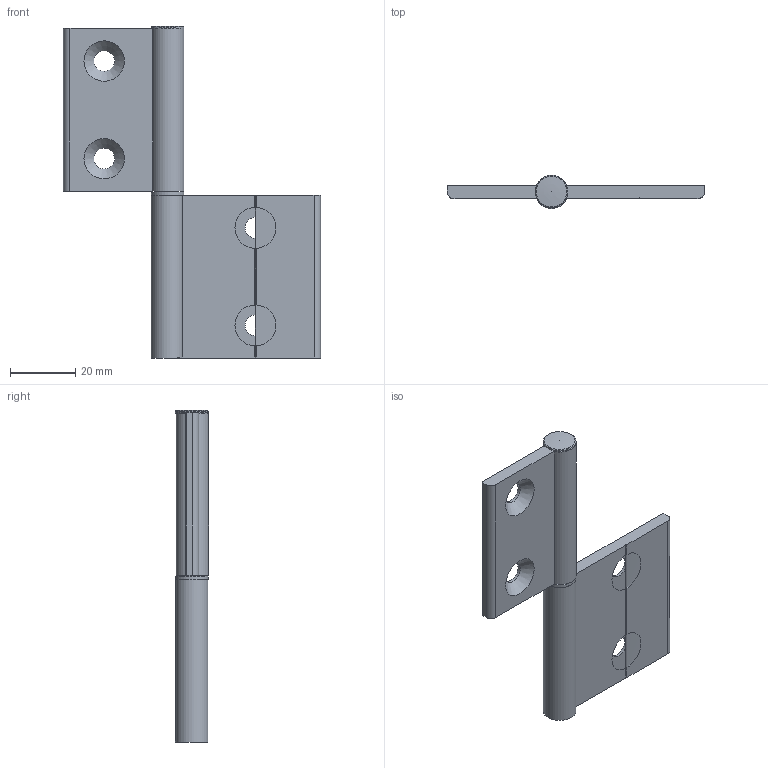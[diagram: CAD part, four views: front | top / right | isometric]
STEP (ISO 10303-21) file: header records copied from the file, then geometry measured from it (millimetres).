
FILE_DESCRIPTION(/* description */ (''),/* implementation_level */ '2;1');
FILE_NAME(/* name */ '51-345-1.step',/* time_stamp */ '2022-08-30T14:21:24-04:00',/* author */ (''),/* organization */ (''),/* preprocessor_version */ 'ST-DEVELOPER v19',/* originating_system */ 'Autodesk Translation Framework v11.7.0.108',/* authorisation */ '');
FILE_SCHEMA (('AUTOMOTIVE_DESIGN { 1 0 10303 214 3 1 1 }'));
Length unit declared in the file: millimetre
Products named in the file (1): (Unsaved)
Bounding box: 78.97 x 10.17 x 102 mm (x, y, z)
Volume: 19309.1 mm3; surface area: 14113.9 mm2
Topology: 4 solids, 4 shells, 173 faces, 420 edges, 249 vertices
Faces by surface type: cylinder 57, plane 33, bspline 33, torus 28, cone 14, sphere 8
Full cylindrical faces by diameter (mm): 3.5 x1, 6.05 x2, 6.1 x2, 6.4 x4, 10 x2
Entity records: 5624 total; most frequent: CARTESIAN_POINT 1500, DIRECTION 936, ORIENTED_EDGE 822, EDGE_CURVE 411, AXIS2_PLACEMENT_3D 404, VERTEX_POINT 249, CIRCLE 219, EDGE_LOOP 188
